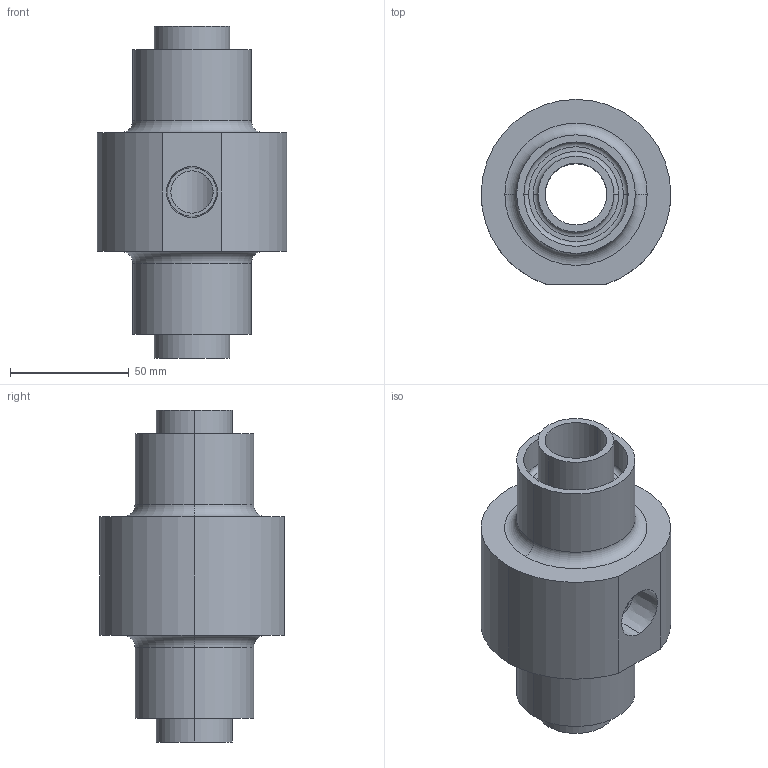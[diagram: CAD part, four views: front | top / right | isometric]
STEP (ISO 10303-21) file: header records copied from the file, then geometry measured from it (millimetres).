
FILE_DESCRIPTION (( 'STEP AP203' ), '1' );
FILE_NAME ('--7858532.STEP', '2015-03-23T13:39:04', ( 'enduser' ), ( '' ), 'SwSTEP 2.0', 'SolidWorks 2014', '' );
FILE_SCHEMA (( 'CONFIG_CONTROL_DESIGN' ));
Length unit declared in the file: millimetre
Products named in the file (1): --7858532
Bounding box: 80 x 78 x 140 mm (x, y, z)
Volume: 301760.1 mm3; surface area: 53099.2 mm2
Topology: 1 solids, 1 shells, 43 faces, 90 edges, 56 vertices
Faces by surface type: cylinder 19, torus 12, plane 10, cone 2
Entity records: 1347 total; most frequent: CARTESIAN_POINT 284, DIRECTION 240, ORIENTED_EDGE 180, AXIS2_PLACEMENT_3D 108, EDGE_CURVE 90, CIRCLE 64, VERTEX_POINT 56, EDGE_LOOP 54
